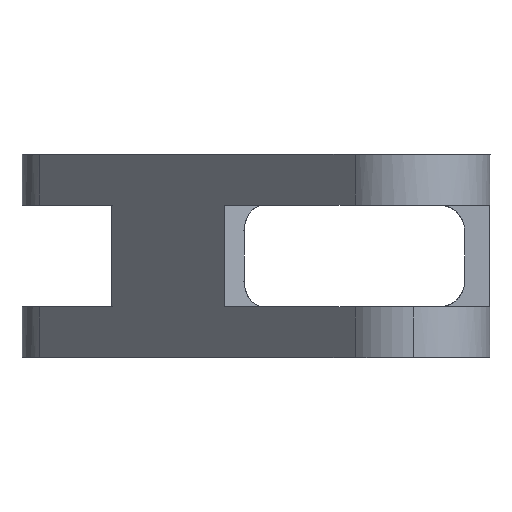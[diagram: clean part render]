
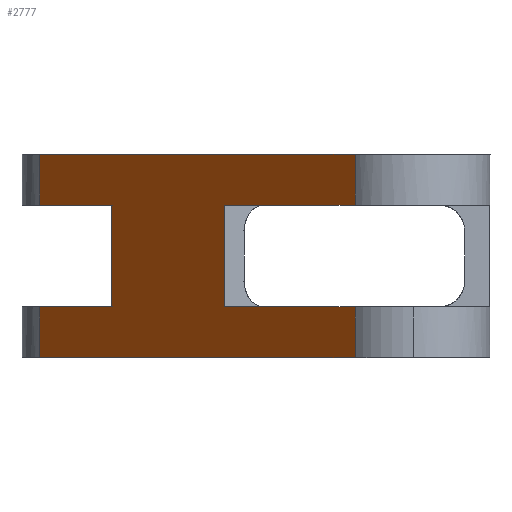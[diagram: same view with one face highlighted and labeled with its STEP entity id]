
A CAD part, left-side view. The second image highlights one B-rep face of the part: STEP entity #2777.
In plain terms, the highlighted free-form (B-spline) face has degree [1, 1] with [2, 2] control points.
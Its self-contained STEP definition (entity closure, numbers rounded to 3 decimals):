
#2777 = ADVANCED_FACE('',(#2778),#2864,.T.);
#2778 = FACE_BOUND('',#2779,.T.);
#2779 = EDGE_LOOP('',(#2780,#2789,#2796,#2803,#2810,#2817,#2824,#2831,
    #2838,#2845,#2852,#2859));
#2780 = ORIENTED_EDGE('',*,*,#2781,.T.);
#2781 = EDGE_CURVE('',#2782,#2784,#2786,.T.);
#2782 = VERTEX_POINT('',#2783);
#2783 = CARTESIAN_POINT('',(-9.091,10.982,0.));
#2784 = VERTEX_POINT('',#2785);
#2785 = CARTESIAN_POINT('',(-9.091,10.982,
    9.504));
#2786 = B_SPLINE_CURVE_WITH_KNOTS('',1,(#2787,#2788),.UNSPECIFIED.,.F.,
  .F.,(2,2),(0.,10.),.PIECEWISE_BEZIER_KNOTS.);
#2787 = CARTESIAN_POINT('',(-9.091,10.982,0.));
#2788 = CARTESIAN_POINT('',(-9.091,10.982,
    9.504));
#2789 = ORIENTED_EDGE('',*,*,#2790,.T.);
#2790 = EDGE_CURVE('',#2784,#2791,#2793,.T.);
#2791 = VERTEX_POINT('',#2792);
#2792 = CARTESIAN_POINT('',(-25.309,-2.442,
    9.504));
#2793 = B_SPLINE_CURVE_WITH_KNOTS('',1,(#2794,#2795),.UNSPECIFIED.,.F.,
  .F.,(2,2),(0.,22.151),.PIECEWISE_BEZIER_KNOTS.);
#2794 = CARTESIAN_POINT('',(-9.091,10.982,
    9.504));
#2795 = CARTESIAN_POINT('',(-25.309,-2.442,
    9.504));
#2796 = ORIENTED_EDGE('',*,*,#2797,.T.);
#2797 = EDGE_CURVE('',#2791,#2798,#2800,.T.);
#2798 = VERTEX_POINT('',#2799);
#2799 = CARTESIAN_POINT('',(-25.309,-2.442,
    28.513));
#2800 = B_SPLINE_CURVE_WITH_KNOTS('',1,(#2801,#2802),.UNSPECIFIED.,.F.,
  .F.,(2,2),(0.,20.),.PIECEWISE_BEZIER_KNOTS.);
#2801 = CARTESIAN_POINT('',(-25.309,-2.442,
    9.504));
#2802 = CARTESIAN_POINT('',(-25.309,-2.442,
    28.513));
#2803 = ORIENTED_EDGE('',*,*,#2804,.T.);
#2804 = EDGE_CURVE('',#2798,#2805,#2807,.T.);
#2805 = VERTEX_POINT('',#2806);
#2806 = CARTESIAN_POINT('',(-9.091,10.982,
    28.513));
#2807 = B_SPLINE_CURVE_WITH_KNOTS('',1,(#2808,#2809),.UNSPECIFIED.,.F.,
  .F.,(2,2),(0.,22.151),.PIECEWISE_BEZIER_KNOTS.);
#2808 = CARTESIAN_POINT('',(-25.309,-2.442,
    28.513));
#2809 = CARTESIAN_POINT('',(-9.091,10.982,
    28.513));
#2810 = ORIENTED_EDGE('',*,*,#2811,.T.);
#2811 = EDGE_CURVE('',#2805,#2812,#2814,.T.);
#2812 = VERTEX_POINT('',#2813);
#2813 = CARTESIAN_POINT('',(-9.091,10.982,
    38.018));
#2814 = B_SPLINE_CURVE_WITH_KNOTS('',1,(#2815,#2816),.UNSPECIFIED.,.F.,
  .F.,(2,2),(0.,10.),.PIECEWISE_BEZIER_KNOTS.);
#2815 = CARTESIAN_POINT('',(-9.091,10.982,
    28.513));
#2816 = CARTESIAN_POINT('',(-9.091,10.982,
    38.018));
#2817 = ORIENTED_EDGE('',*,*,#2818,.T.);
#2818 = EDGE_CURVE('',#2812,#2819,#2821,.T.);
#2819 = VERTEX_POINT('',#2820);
#2820 = CARTESIAN_POINT('',(-80.374,-48.023,
    38.018));
#2821 = B_SPLINE_CURVE_WITH_KNOTS('',1,(#2822,#2823),.UNSPECIFIED.,.F.,
  .F.,(2,2),(0.,97.361),.PIECEWISE_BEZIER_KNOTS.);
#2822 = CARTESIAN_POINT('',(-9.091,10.982,
    38.018));
#2823 = CARTESIAN_POINT('',(-80.374,-48.023,
    38.018));
#2824 = ORIENTED_EDGE('',*,*,#2825,.T.);
#2825 = EDGE_CURVE('',#2819,#2826,#2828,.T.);
#2826 = VERTEX_POINT('',#2827);
#2827 = CARTESIAN_POINT('',(-80.374,-48.023,
    28.513));
#2828 = B_SPLINE_CURVE_WITH_KNOTS('',1,(#2829,#2830),.UNSPECIFIED.,.F.,
  .F.,(2,2),(0.,10.),.PIECEWISE_BEZIER_KNOTS.);
#2829 = CARTESIAN_POINT('',(-80.374,-48.023,
    38.018));
#2830 = CARTESIAN_POINT('',(-80.374,-48.023,
    28.513));
#2831 = ORIENTED_EDGE('',*,*,#2832,.T.);
#2832 = EDGE_CURVE('',#2826,#2833,#2835,.T.);
#2833 = VERTEX_POINT('',#2834);
#2834 = CARTESIAN_POINT('',(-50.934,-23.654,
    28.513));
#2835 = B_SPLINE_CURVE_WITH_KNOTS('',1,(#2836,#2837),.UNSPECIFIED.,.F.,
  .F.,(2,2),(0.,40.21),.PIECEWISE_BEZIER_KNOTS.);
#2836 = CARTESIAN_POINT('',(-80.374,-48.023,
    28.513));
#2837 = CARTESIAN_POINT('',(-50.934,-23.654,
    28.513));
#2838 = ORIENTED_EDGE('',*,*,#2839,.T.);
#2839 = EDGE_CURVE('',#2833,#2840,#2842,.T.);
#2840 = VERTEX_POINT('',#2841);
#2841 = CARTESIAN_POINT('',(-50.934,-23.654,
    9.504));
#2842 = B_SPLINE_CURVE_WITH_KNOTS('',1,(#2843,#2844),.UNSPECIFIED.,.F.,
  .F.,(2,2),(0.,20.),.PIECEWISE_BEZIER_KNOTS.);
#2843 = CARTESIAN_POINT('',(-50.934,-23.654,
    28.513));
#2844 = CARTESIAN_POINT('',(-50.934,-23.654,
    9.504));
#2845 = ORIENTED_EDGE('',*,*,#2846,.T.);
#2846 = EDGE_CURVE('',#2840,#2847,#2849,.T.);
#2847 = VERTEX_POINT('',#2848);
#2848 = CARTESIAN_POINT('',(-80.374,-48.023,
    9.504));
#2849 = B_SPLINE_CURVE_WITH_KNOTS('',1,(#2850,#2851),.UNSPECIFIED.,.F.,
  .F.,(2,2),(0.,40.21),.PIECEWISE_BEZIER_KNOTS.);
#2850 = CARTESIAN_POINT('',(-50.934,-23.654,
    9.504));
#2851 = CARTESIAN_POINT('',(-80.374,-48.023,
    9.504));
#2852 = ORIENTED_EDGE('',*,*,#2853,.T.);
#2853 = EDGE_CURVE('',#2847,#2854,#2856,.T.);
#2854 = VERTEX_POINT('',#2855);
#2855 = CARTESIAN_POINT('',(-80.374,-48.023,0.));
#2856 = B_SPLINE_CURVE_WITH_KNOTS('',1,(#2857,#2858),.UNSPECIFIED.,.F.,
  .F.,(2,2),(0.,10.),.PIECEWISE_BEZIER_KNOTS.);
#2857 = CARTESIAN_POINT('',(-80.374,-48.023,
    9.504));
#2858 = CARTESIAN_POINT('',(-80.374,-48.023,0.));
#2859 = ORIENTED_EDGE('',*,*,#2860,.T.);
#2860 = EDGE_CURVE('',#2854,#2782,#2861,.T.);
#2861 = B_SPLINE_CURVE_WITH_KNOTS('',1,(#2862,#2863),.UNSPECIFIED.,.F.,
  .F.,(2,2),(0.,97.361),.PIECEWISE_BEZIER_KNOTS.);
#2862 = CARTESIAN_POINT('',(-80.374,-48.023,0.));
#2863 = CARTESIAN_POINT('',(-9.091,10.982,0.));
#2864 = B_SPLINE_SURFACE_WITH_KNOTS('',1,1,(
    (#2865,#2866)
    ,(#2867,#2868
    )),.UNSPECIFIED.,.F.,.F.,.F.,(2,2),(2,2),(0.,1.),(0.,1.),
  .PIECEWISE_BEZIER_KNOTS.);
#2865 = CARTESIAN_POINT('',(-80.374,-48.023,0.));
#2866 = CARTESIAN_POINT('',(-80.374,-48.023,
    38.018));
#2867 = CARTESIAN_POINT('',(-9.091,10.982,0.));
#2868 = CARTESIAN_POINT('',(-9.091,10.982,
    38.018));
